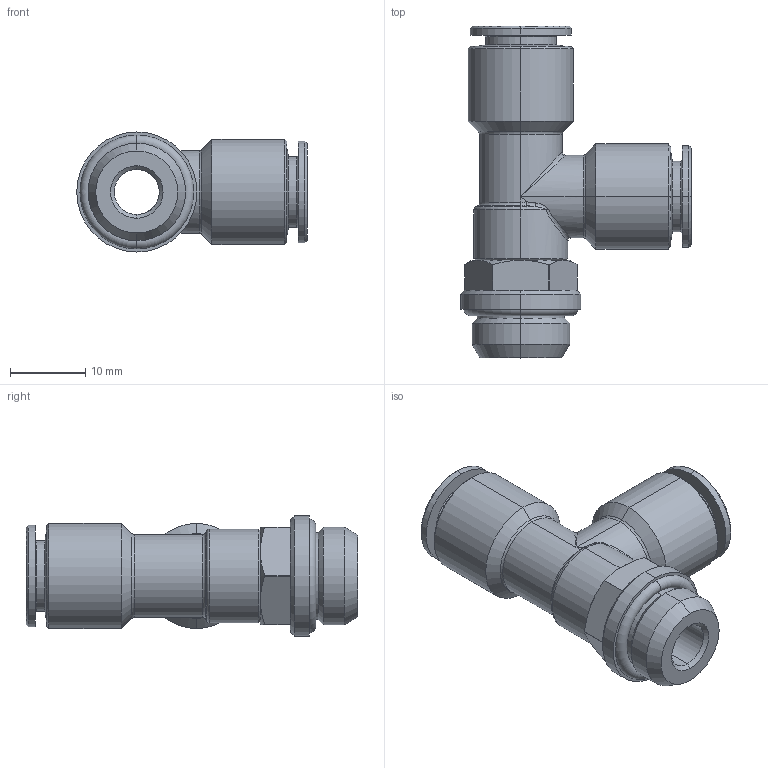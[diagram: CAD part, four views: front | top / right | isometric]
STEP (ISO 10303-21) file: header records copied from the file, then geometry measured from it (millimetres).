
FILE_DESCRIPTION (( 'STEP AP203' ), '1' );
FILE_NAME ('A0140042.STEP', '2009-11-27T15:03:52', ( 'Gabriele' ), ( 'C.Matic srl' ), 'SwSTEP 2.0', 'SolidWorks 2009', '' );
FILE_SCHEMA (( 'CONFIG_CONTROL_DESIGN' ));
Length unit declared in the file: millimetre
Products named in the file (1): A0140042
Bounding box: 30.7 x 44.2 x 16 mm (x, y, z)
Volume: 5449.8 mm3; surface area: 4620.6 mm2
Topology: 1 solids, 1 shells, 134 faces, 284 edges, 154 vertices
Faces by surface type: cone 47, cylinder 41, plane 22, torus 12, bspline 8, sphere 4
Entity records: 4497 total; most frequent: CARTESIAN_POINT 1557, DIRECTION 660, ORIENTED_EDGE 560, AXIS2_PLACEMENT_3D 283, EDGE_CURVE 280, CIRCLE 156, VERTEX_POINT 154, EDGE_LOOP 144
